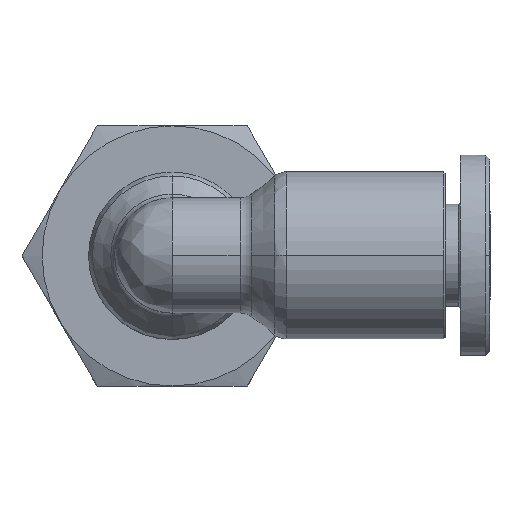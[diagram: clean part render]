
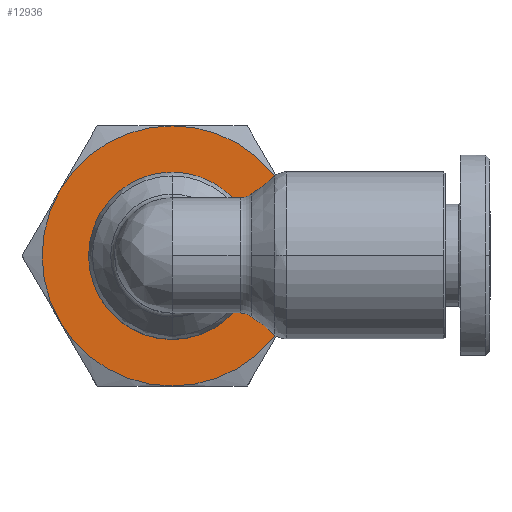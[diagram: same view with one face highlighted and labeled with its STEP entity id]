
A CAD part, top view. The second image highlights one B-rep face of the part: STEP entity #12936.
In plain terms, the highlighted planar face has unit normal (0, 0, 1).
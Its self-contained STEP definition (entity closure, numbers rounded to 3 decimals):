
#64 = DIRECTION ( 'NONE',  ( 0., 0., -1. ) ) ;
#294 = AXIS2_PLACEMENT_3D ( 'NONE', #13564, #14747, #11373 ) ;
#384 = DIRECTION ( 'NONE',  ( -1., 0., 0. ) ) ;
#423 = CARTESIAN_POINT ( 'NONE',  ( -0.962, -3.5, -17.3 ) ) ;
#498 = CIRCLE ( 'NONE', #2037, 7. ) ;
#570 = ORIENTED_EDGE ( 'NONE', *, *, #10501, .F. ) ;
#684 = CARTESIAN_POINT ( 'NONE',  ( -0.962, 3.5, -17.3 ) ) ;
#872 = CIRCLE ( 'NONE', #10926, 7. ) ;
#975 = EDGE_CURVE ( 'NONE', #13387, #8976, #12702, .T. ) ;
#1175 = CIRCLE ( 'NONE', #4409, 7. ) ;
#1212 = VERTEX_POINT ( 'NONE', #14774 ) ;
#1324 = DIRECTION ( 'NONE',  ( -1., 0., 0. ) ) ;
#1335 = FACE_BOUND ( 'NONE', #8121, .T. ) ;
#1536 = DIRECTION ( 'NONE',  ( 0., 0., -1. ) ) ;
#1765 = DIRECTION ( 'NONE',  ( 0., 0., 1. ) ) ;
#2037 = AXIS2_PLACEMENT_3D ( 'NONE', #2863, #13377, #384 ) ;
#2489 = VERTEX_POINT ( 'NONE', #11051 ) ;
#2806 = CARTESIAN_POINT ( 'NONE',  ( 5.1, 0., -17.3 ) ) ;
#2863 = CARTESIAN_POINT ( 'NONE',  ( 5.1, 0., -17.3 ) ) ;
#2880 = DIRECTION ( 'NONE',  ( 1., 0., 0. ) ) ;
#3218 = DIRECTION ( 'NONE',  ( -1., 0., 0. ) ) ;
#3897 = CARTESIAN_POINT ( 'NONE',  ( 5.1, 0., -17.3 ) ) ;
#4025 = ORIENTED_EDGE ( 'NONE', *, *, #5007, .F. ) ;
#4053 = PLANE ( 'NONE',  #5143 ) ;
#4284 = CIRCLE ( 'NONE', #8886, 4.5 ) ;
#4372 = VERTEX_POINT ( 'NONE', #15294 ) ;
#4409 = AXIS2_PLACEMENT_3D ( 'NONE', #6821, #13916, #15116 ) ;
#4689 = ORIENTED_EDGE ( 'NONE', *, *, #975, .F. ) ;
#4824 = DIRECTION ( 'NONE',  ( -1., 0., 0. ) ) ;
#5007 = EDGE_CURVE ( 'NONE', #4372, #1212, #1175, .T. ) ;
#5104 = AXIS2_PLACEMENT_3D ( 'NONE', #9289, #7957, #3218 ) ;
#5143 = AXIS2_PLACEMENT_3D ( 'NONE', #10130, #1765, #2880 ) ;
#5270 = EDGE_CURVE ( 'NONE', #12894, #11871, #4284, .T. ) ;
#5355 = ORIENTED_EDGE ( 'NONE', *, *, #10405, .F. ) ;
#5663 = CIRCLE ( 'NONE', #6288, 7. ) ;
#5820 = ORIENTED_EDGE ( 'NONE', *, *, #10315, .F. ) ;
#6288 = AXIS2_PLACEMENT_3D ( 'NONE', #2806, #1536, #12133 ) ;
#6298 = CARTESIAN_POINT ( 'NONE',  ( 5.1, -7., -17.3 ) ) ;
#6445 = CARTESIAN_POINT ( 'NONE',  ( 5.1, 0., -17.3 ) ) ;
#6595 = ORIENTED_EDGE ( 'NONE', *, *, #9912, .F. ) ;
#6821 = CARTESIAN_POINT ( 'NONE',  ( 5.1, 0., -17.3 ) ) ;
#7262 = CARTESIAN_POINT ( 'NONE',  ( 5.1, 0., -17.3 ) ) ;
#7632 = EDGE_LOOP ( 'NONE', ( #4689, #5355, #6595, #570, #5820, #4025, #7648 ) ) ;
#7648 = ORIENTED_EDGE ( 'NONE', *, *, #15390, .F. ) ;
#7917 = VERTEX_POINT ( 'NONE', #423 ) ;
#7957 = DIRECTION ( 'NONE',  ( 0., 0., -1. ) ) ;
#8121 = EDGE_LOOP ( 'NONE', ( #9573, #13611 ) ) ;
#8461 = EDGE_CURVE ( 'NONE', #11871, #12894, #12710, .T. ) ;
#8826 = DIRECTION ( 'NONE',  ( 0., 0., -1. ) ) ;
#8886 = AXIS2_PLACEMENT_3D ( 'NONE', #6445, #8826, #9917 ) ;
#8976 = VERTEX_POINT ( 'NONE', #14437 ) ;
#9289 = CARTESIAN_POINT ( 'NONE',  ( 5.1, 0., -17.3 ) ) ;
#9298 = CARTESIAN_POINT ( 'NONE',  ( 5.1, 4.5, -17.3 ) ) ;
#9573 = ORIENTED_EDGE ( 'NONE', *, *, #5270, .T. ) ;
#9582 = CIRCLE ( 'NONE', #13230, 7. ) ;
#9912 = EDGE_CURVE ( 'NONE', #7917, #2489, #14330, .T. ) ;
#9917 = DIRECTION ( 'NONE',  ( 0., -1., 0. ) ) ;
#10130 = CARTESIAN_POINT ( 'NONE',  ( 5.1, 2.8, -17.3 ) ) ;
#10315 = EDGE_CURVE ( 'NONE', #1212, #11543, #9582, .T. ) ;
#10405 = EDGE_CURVE ( 'NONE', #2489, #13387, #498, .T. ) ;
#10501 = EDGE_CURVE ( 'NONE', #11543, #7917, #5663, .T. ) ;
#10730 = DIRECTION ( 'NONE',  ( 0., 0., -1. ) ) ;
#10926 = AXIS2_PLACEMENT_3D ( 'NONE', #11928, #10730, #4824 ) ;
#11051 = CARTESIAN_POINT ( 'NONE',  ( -1.9, 0., -17.3 ) ) ;
#11373 = DIRECTION ( 'NONE',  ( 0., -1., 0. ) ) ;
#11543 = VERTEX_POINT ( 'NONE', #6298 ) ;
#11871 = VERTEX_POINT ( 'NONE', #9298 ) ;
#11928 = CARTESIAN_POINT ( 'NONE',  ( 5.1, 0., -17.3 ) ) ;
#12133 = DIRECTION ( 'NONE',  ( -1., 0., 0. ) ) ;
#12702 = CIRCLE ( 'NONE', #5104, 7. ) ;
#12710 = CIRCLE ( 'NONE', #294, 4.5 ) ;
#12894 = VERTEX_POINT ( 'NONE', #13454 ) ;
#12936 = ADVANCED_FACE ( 'NONE', ( #1335, #13565 ), #4053, .T. ) ;
#13230 = AXIS2_PLACEMENT_3D ( 'NONE', #7262, #64, #1324 ) ;
#13377 = DIRECTION ( 'NONE',  ( 0., 0., -1. ) ) ;
#13387 = VERTEX_POINT ( 'NONE', #684 ) ;
#13395 = DIRECTION ( 'NONE',  ( 0., 0., -1. ) ) ;
#13454 = CARTESIAN_POINT ( 'NONE',  ( 5.1, -4.5, -17.3 ) ) ;
#13564 = CARTESIAN_POINT ( 'NONE',  ( 5.1, 0., -17.3 ) ) ;
#13565 = FACE_OUTER_BOUND ( 'NONE', #7632, .T. ) ;
#13611 = ORIENTED_EDGE ( 'NONE', *, *, #8461, .T. ) ;
#13916 = DIRECTION ( 'NONE',  ( 0., 0., -1. ) ) ;
#14323 = AXIS2_PLACEMENT_3D ( 'NONE', #3897, #13395, #14384 ) ;
#14330 = CIRCLE ( 'NONE', #14323, 7. ) ;
#14384 = DIRECTION ( 'NONE',  ( -1., 0., 0. ) ) ;
#14437 = CARTESIAN_POINT ( 'NONE',  ( 5.1, 7., -17.3 ) ) ;
#14747 = DIRECTION ( 'NONE',  ( 0., 0., -1. ) ) ;
#14774 = CARTESIAN_POINT ( 'NONE',  ( 11.162, -3.5, -17.3 ) ) ;
#15116 = DIRECTION ( 'NONE',  ( -1., 0., 0. ) ) ;
#15294 = CARTESIAN_POINT ( 'NONE',  ( 11.162, 3.5, -17.3 ) ) ;
#15390 = EDGE_CURVE ( 'NONE', #8976, #4372, #872, .T. ) ;
